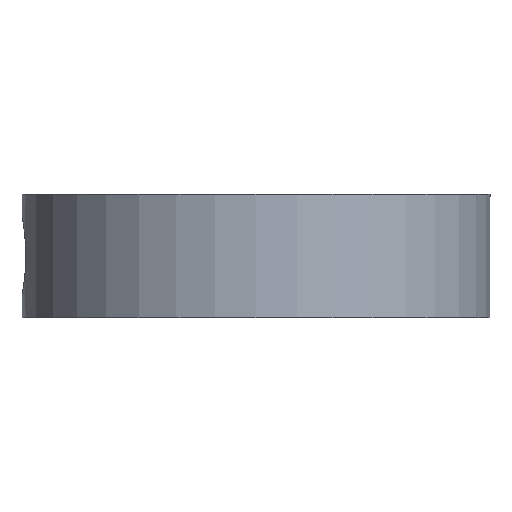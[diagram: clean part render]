
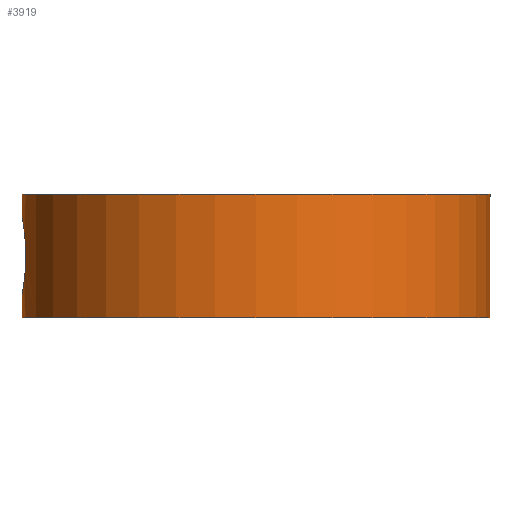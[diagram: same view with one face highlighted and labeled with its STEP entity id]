
A CAD part, left-side view. The second image highlights one B-rep face of the part: STEP entity #3919.
In plain terms, the highlighted cylindrical face has radius 9.5 mm (diameter 19 mm), a partial arc.
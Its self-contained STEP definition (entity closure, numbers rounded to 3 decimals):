
#72 = CARTESIAN_POINT ( 'NONE',  ( -1.469, 9.386, -0.809 ) ) ;
#258 = DIRECTION ( 'NONE',  ( 0., 0., 1. ) ) ;
#316 = EDGE_CURVE ( 'NONE', #3132, #12090, #7161, .T. ) ;
#587 = CARTESIAN_POINT ( 'NONE',  ( -0.441, 9.492, 1.563 ) ) ;
#602 = CIRCLE ( 'NONE', #5316, 9.5 ) ;
#630 = CARTESIAN_POINT ( 'NONE',  ( -1.638, 9.358, 0.421 ) ) ;
#763 = CARTESIAN_POINT ( 'NONE',  ( 0., 0., -2.5 ) ) ;
#1050 = VECTOR ( 'NONE', #1428, 1000. ) ;
#1135 = CARTESIAN_POINT ( 'NONE',  ( -1.026, 9.445, -1.276 ) ) ;
#1286 = EDGE_CURVE ( 'NONE', #10375, #5586, #602, .T. ) ;
#1386 = CARTESIAN_POINT ( 'NONE',  ( 0., 9.5, -2.5 ) ) ;
#1428 = DIRECTION ( 'NONE',  ( 0., 0., 1. ) ) ;
#1656 = CARTESIAN_POINT ( 'NONE',  ( -1.683, 9.35, 0.207 ) ) ;
#2207 = DIRECTION ( 'NONE',  ( 0., 1., 0. ) ) ;
#2356 = CARTESIAN_POINT ( 'NONE',  ( 0., -9.5, -2.5 ) ) ;
#2383 = CARTESIAN_POINT ( 'NONE',  ( 0., -9.5, -2.5 ) ) ;
#2764 = EDGE_CURVE ( 'NONE', #5586, #12090, #12611, .T. ) ;
#2841 = CARTESIAN_POINT ( 'NONE',  ( 0., 9.5, 2.5 ) ) ;
#3132 = VERTEX_POINT ( 'NONE', #7162 ) ;
#3634 = CARTESIAN_POINT ( 'NONE',  ( -1.034, 9.445, 1.283 ) ) ;
#3781 = CARTESIAN_POINT ( 'NONE',  ( 0., 9.5, -1.605 ) ) ;
#3919 = ADVANCED_FACE ( 'NONE', ( #7523 ), #6562, .T. ) ;
#4051 = CARTESIAN_POINT ( 'NONE',  ( -1.344, 9.406, -0.987 ) ) ;
#4075 = ORIENTED_EDGE ( 'NONE', *, *, #2764, .F. ) ;
#4206 = CIRCLE ( 'NONE', #10365, 9.5 ) ;
#4284 = ORIENTED_EDGE ( 'NONE', *, *, #6766, .F. ) ;
#4497 = EDGE_CURVE ( 'NONE', #11020, #7537, #4206, .T. ) ;
#4563 = CARTESIAN_POINT ( 'NONE',  ( -0.847, 9.464, 1.402 ) ) ;
#4643 = EDGE_CURVE ( 'NONE', #10375, #11020, #11351, .T. ) ;
#4899 = CARTESIAN_POINT ( 'NONE',  ( 0., 9.5, 1.605 ) ) ;
#4969 = DIRECTION ( 'NONE',  ( 0., 0., -1. ) ) ;
#5106 = CARTESIAN_POINT ( 'NONE',  ( 0., 9.5, -1.605 ) ) ;
#5175 = B_SPLINE_CURVE_WITH_KNOTS ( 'NONE', 3,
 ( #5616, #9623, #587, #4563, #3634, #12676, #6599, #630, #1656, #8739 ),
 .UNSPECIFIED., .F., .F.,
 ( 4, 2, 2, 2, 4 ),
 ( 0.25, 0.312, 0.375, 0.437, 0.5 ),
 .UNSPECIFIED. ) ;
#5316 = AXIS2_PLACEMENT_3D ( 'NONE', #11899, #4969, #5843 ) ;
#5574 = VECTOR ( 'NONE', #5851, 1000. ) ;
#5586 = VERTEX_POINT ( 'NONE', #8670 ) ;
#5616 = CARTESIAN_POINT ( 'NONE',  ( 0., 9.5, 1.605 ) ) ;
#5843 = DIRECTION ( 'NONE',  ( 0., 1., 0. ) ) ;
#5851 = DIRECTION ( 'NONE',  ( 0., 0., 1. ) ) ;
#5987 = ORIENTED_EDGE ( 'NONE', *, *, #1286, .F. ) ;
#6072 = CARTESIAN_POINT ( 'NONE',  ( -0.441, 9.492, -1.563 ) ) ;
#6162 = CARTESIAN_POINT ( 'NONE',  ( -1.682, 9.35, -0.211 ) ) ;
#6562 = CYLINDRICAL_SURFACE ( 'NONE', #6703, 9.5 ) ;
#6599 = CARTESIAN_POINT ( 'NONE',  ( -1.469, 9.386, 0.809 ) ) ;
#6703 = AXIS2_PLACEMENT_3D ( 'NONE', #763, #10898, #11935 ) ;
#6766 = EDGE_CURVE ( 'NONE', #10756, #7537, #11622, .T. ) ;
#7064 = CARTESIAN_POINT ( 'NONE',  ( 0., 9.5, -2.5 ) ) ;
#7066 = CARTESIAN_POINT ( 'NONE',  ( -0.843, 9.463, -1.393 ) ) ;
#7104 = CARTESIAN_POINT ( 'NONE',  ( -0.222, 9.5, -1.605 ) ) ;
#7161 = B_SPLINE_CURVE_WITH_KNOTS ( 'NONE', 3,
 ( #11196, #6162, #7202, #72, #4051, #8262, #1135, #7066, #11151, #6072, #7104, #5106 ),
 .UNSPECIFIED., .F., .F.,
 ( 4, 2, 2, 2, 2, 4 ),
 ( 0.5, 0.562, 0.625, 0.656, 0.687, 0.75 ),
 .UNSPECIFIED. ) ;
#7162 = CARTESIAN_POINT ( 'NONE',  ( -1.682, 9.35, -0.002 ) ) ;
#7202 = CARTESIAN_POINT ( 'NONE',  ( -1.638, 9.358, -0.422 ) ) ;
#7523 = FACE_OUTER_BOUND ( 'NONE', #12529, .T. ) ;
#7537 = VERTEX_POINT ( 'NONE', #2841 ) ;
#7675 = ORIENTED_EDGE ( 'NONE', *, *, #316, .T. ) ;
#8223 = DIRECTION ( 'NONE',  ( 0., 0., -1. ) ) ;
#8262 = CARTESIAN_POINT ( 'NONE',  ( -1.112, 9.435, -1.209 ) ) ;
#8670 = CARTESIAN_POINT ( 'NONE',  ( 0., 9.5, -2.5 ) ) ;
#8739 = CARTESIAN_POINT ( 'NONE',  ( -1.682, 9.35, -0.002 ) ) ;
#8964 = VECTOR ( 'NONE', #258, 1000. ) ;
#9458 = ORIENTED_EDGE ( 'NONE', *, *, #4497, .T. ) ;
#9488 = CARTESIAN_POINT ( 'NONE',  ( 0., -9.5, 2.5 ) ) ;
#9623 = CARTESIAN_POINT ( 'NONE',  ( -0.221, 9.5, 1.605 ) ) ;
#9679 = ORIENTED_EDGE ( 'NONE', *, *, #4643, .T. ) ;
#10365 = AXIS2_PLACEMENT_3D ( 'NONE', #11205, #8223, #2207 ) ;
#10375 = VERTEX_POINT ( 'NONE', #2356 ) ;
#10756 = VERTEX_POINT ( 'NONE', #4899 ) ;
#10898 = DIRECTION ( 'NONE',  ( 0., 0., 1. ) ) ;
#11020 = VERTEX_POINT ( 'NONE', #9488 ) ;
#11151 = CARTESIAN_POINT ( 'NONE',  ( -0.746, 9.471, -1.442 ) ) ;
#11196 = CARTESIAN_POINT ( 'NONE',  ( -1.682, 9.35, -0.002 ) ) ;
#11205 = CARTESIAN_POINT ( 'NONE',  ( 0., 0., 2.5 ) ) ;
#11351 = LINE ( 'NONE', #2383, #8964 ) ;
#11622 = LINE ( 'NONE', #7064, #5574 ) ;
#11899 = CARTESIAN_POINT ( 'NONE',  ( 0., 0., -2.5 ) ) ;
#11935 = DIRECTION ( 'NONE',  ( 0., -1., 0. ) ) ;
#12090 = VERTEX_POINT ( 'NONE', #3781 ) ;
#12401 = EDGE_CURVE ( 'NONE', #10756, #3132, #5175, .T. ) ;
#12447 = ORIENTED_EDGE ( 'NONE', *, *, #12401, .T. ) ;
#12529 = EDGE_LOOP ( 'NONE', ( #4075, #5987, #9679, #9458, #4284, #12447, #7675 ) ) ;
#12611 = LINE ( 'NONE', #1386, #1050 ) ;
#12676 = CARTESIAN_POINT ( 'NONE',  ( -1.344, 9.406, 0.987 ) ) ;
